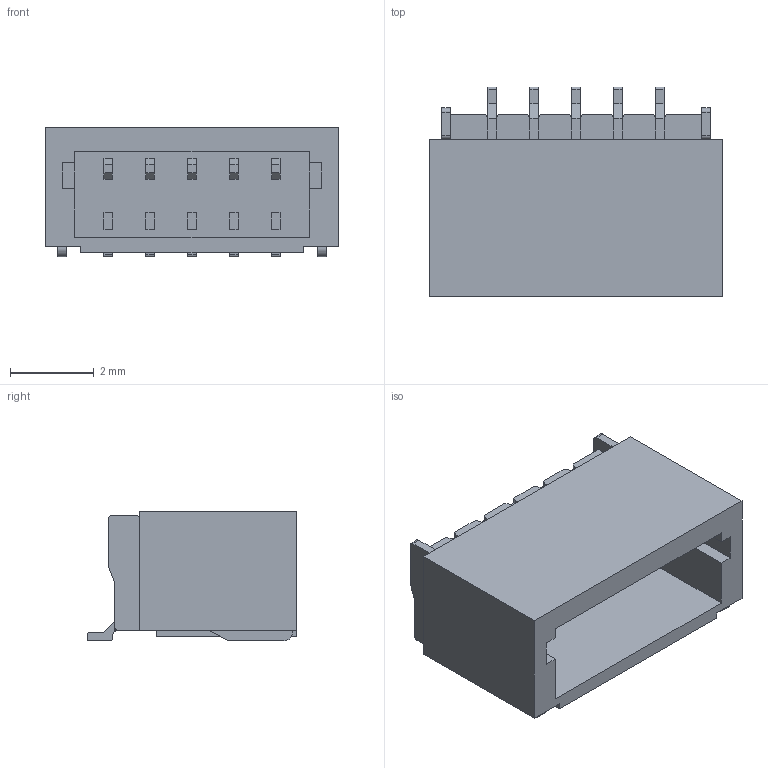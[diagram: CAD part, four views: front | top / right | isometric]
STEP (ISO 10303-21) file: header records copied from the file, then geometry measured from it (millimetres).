
FILE_DESCRIPTION(/* description */ ('Unknown'),/* implementation_level */ '2;1');
FILE_NAME(/* name */ '665105131822',/* time_stamp */ '2018-03-26T14:45:44+02:00',/* author */ ('Unknown'),/* organization */ ('Unknown'),/* preprocessor_version */ 'ST-DEVELOPER v16.7',/* originating_system */ 'DEX',/* authorisation */ $);
FILE_SCHEMA (('AUTOMOTIVE_DESIGN {1 0 10303 214 3 1 1}'));
Length unit declared in the file: millimetre
Products named in the file (4): 6651xx131822; 665105131822; 6651xx131822_PIN; 6651xx131822_PATTE
Assembly tree (8 placements, depth 2):
  6651xx131822
    665105131822
    6651xx131822_PIN  x5
    6651xx131822_PATTE  x2
Bounding box: 7 x 5 x 3.1 mm (x, y, z)
Volume: 52.7 mm3; surface area: 276.5 mm2
Topology: 8 solids, 8 shells, 319 faces, 936 edges, 624 vertices
Faces by surface type: plane 250, cylinder 69
Entity records: 6506 total; most frequent: CARTESIAN_POINT 1146, ORIENTED_EDGE 1140, DIRECTION 1042, EDGE_CURVE 570, LINE 490, VECTOR 490, VERTEX_POINT 380, AXIS2_PLACEMENT_3D 276
